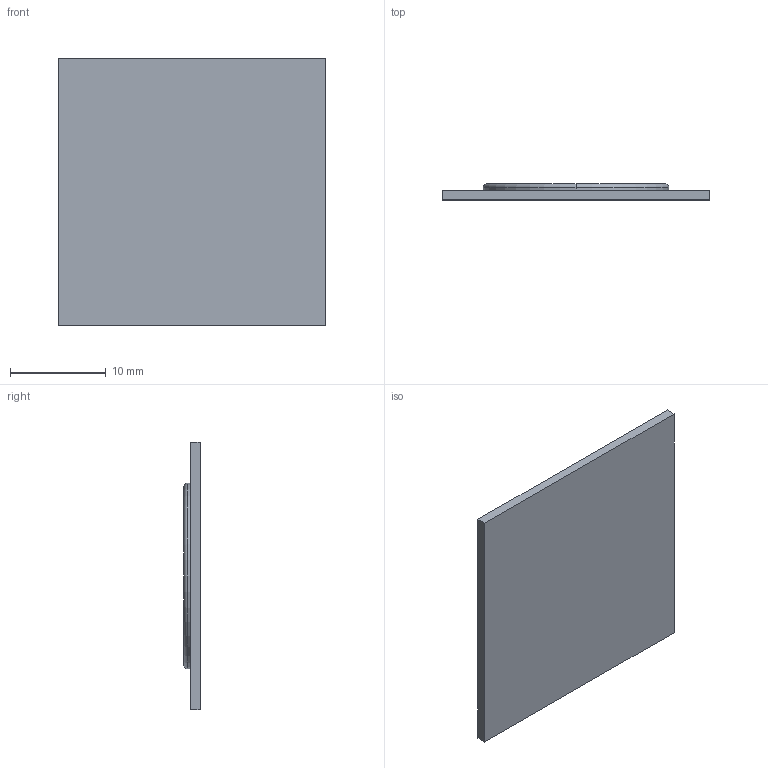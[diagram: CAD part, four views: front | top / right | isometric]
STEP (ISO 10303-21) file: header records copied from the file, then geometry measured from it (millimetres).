
FILE_DESCRIPTION (( 'STEP AP214' ), '1' );
FILE_NAME ('DMS120-Gen6.STEP', '2017-04-20T10:19:42', ( 'Admin' ), ( 'Microsoft' ), 'SwSTEP 2.0', 'SolidWorks 2017', '' );
FILE_SCHEMA (( 'AUTOMOTIVE_DESIGN' ));
Length unit declared in the file: millimetre
Products named in the file (2): DMS120-Gen6
Bounding box: 28 x 1.7 x 28 mm (x, y, z)
Volume: 976.8 mm3; surface area: 1712.6 mm2
Topology: 1 solids, 1 shells, 55 faces, 130 edges, 86 vertices
Faces by surface type: plane 47, torus 4, cylinder 4
Entity records: 2220 total; most frequent: CARTESIAN_POINT 273, DIRECTION 262, ORIENTED_EDGE 260, EDGE_CURVE 130, VECTOR 112, LINE 112, VERTEX_POINT 86, AXIS2_PLACEMENT_3D 75
